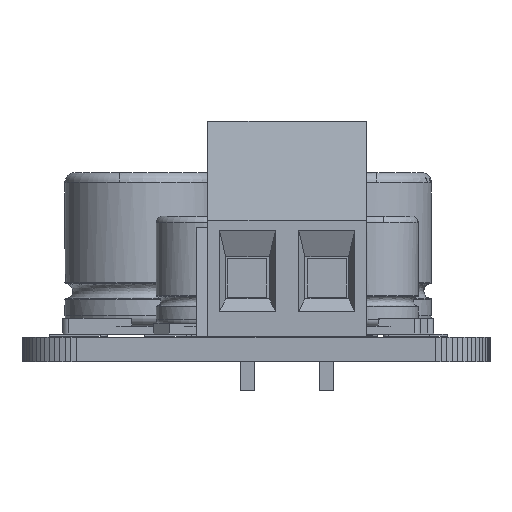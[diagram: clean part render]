
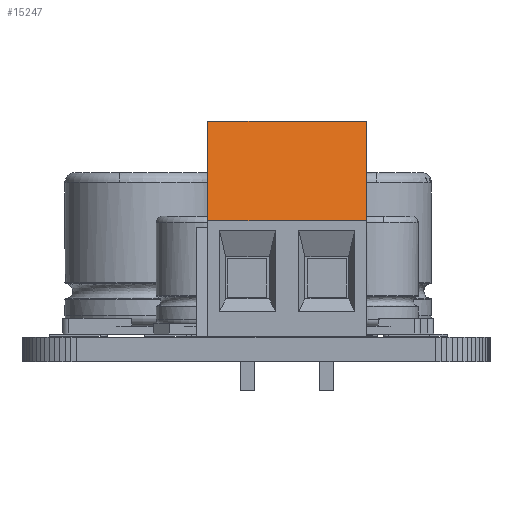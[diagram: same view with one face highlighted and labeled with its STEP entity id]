
A CAD part, left-side view. The second image highlights one B-rep face of the part: STEP entity #15247.
In plain terms, the highlighted face is planar.
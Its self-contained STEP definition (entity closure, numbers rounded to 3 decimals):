
#14940 = EDGE_CURVE('',#14941,#14943,#14945,.T.);
#14941 = VERTEX_POINT('',#14942);
#14942 = CARTESIAN_POINT('',(-2.54,-2.6,13.8));
#14943 = VERTEX_POINT('',#14944);
#14944 = CARTESIAN_POINT('',(-2.54,-4.1,7.4));
#14945 = SURFACE_CURVE('',#14946,(#14950,#14962),.PCURVE_S1.);
#14946 = LINE('',#14947,#14948);
#14947 = CARTESIAN_POINT('',(-2.54,-2.6,13.8));
#14948 = VECTOR('',#14949,1.);
#14949 = DIRECTION('',(0.,-0.228,-0.974));
#14950 = PCURVE('',#14951,#14956);
#14951 = PLANE('',#14952);
#14952 = AXIS2_PLACEMENT_3D('',#14953,#14954,#14955);
#14953 = CARTESIAN_POINT('',(-2.54,0.3,6.9));
#14954 = DIRECTION('',(1.,0.,0.));
#14955 = DIRECTION('',(0.,0.,1.));
#14956 = DEFINITIONAL_REPRESENTATION('',(#14957),#14961);
#14957 = LINE('',#14958,#14959);
#14958 = CARTESIAN_POINT('',(6.9,2.9));
#14959 = VECTOR('',#14960,1.);
#14960 = DIRECTION('',(-0.974,0.228));
#14961 = ( GEOMETRIC_REPRESENTATION_CONTEXT(2) 
PARAMETRIC_REPRESENTATION_CONTEXT() REPRESENTATION_CONTEXT('2D SPACE',''
  ) );
#14962 = PCURVE('',#14963,#14968);
#14963 = PLANE('',#14964);
#14964 = AXIS2_PLACEMENT_3D('',#14965,#14966,#14967);
#14965 = CARTESIAN_POINT('',(-2.54,-2.6,13.8));
#14966 = DIRECTION('',(0.,0.974,-0.228));
#14967 = DIRECTION('',(0.,-0.228,-0.974));
#14968 = DEFINITIONAL_REPRESENTATION('',(#14969),#14973);
#14969 = LINE('',#14970,#14971);
#14970 = CARTESIAN_POINT('',(0.,0.));
#14971 = VECTOR('',#14972,1.);
#14972 = DIRECTION('',(1.,0.));
#14973 = ( GEOMETRIC_REPRESENTATION_CONTEXT(2) 
PARAMETRIC_REPRESENTATION_CONTEXT() REPRESENTATION_CONTEXT('2D SPACE',''
  ) );
#14991 = PLANE('',#14992);
#14992 = AXIS2_PLACEMENT_3D('',#14993,#14994,#14995);
#14993 = CARTESIAN_POINT('',(-2.54,-4.1,7.4));
#14994 = DIRECTION('',(0.,0.,-1.));
#14995 = DIRECTION('',(0.,-1.,0.));
#15236 = PLANE('',#15237);
#15237 = AXIS2_PLACEMENT_3D('',#15238,#15239,#15240);
#15238 = CARTESIAN_POINT('',(-2.54,5.2,13.8));
#15239 = DIRECTION('',(0.,0.,-1.));
#15240 = DIRECTION('',(0.,-1.,0.));
#15247 = ADVANCED_FACE('',(#15248),#14963,.F.);
#15248 = FACE_BOUND('',#15249,.F.);
#15249 = EDGE_LOOP('',(#15250,#15273,#15301,#15322));
#15250 = ORIENTED_EDGE('',*,*,#15251,.T.);
#15251 = EDGE_CURVE('',#14941,#15252,#15254,.T.);
#15252 = VERTEX_POINT('',#15253);
#15253 = CARTESIAN_POINT('',(7.62,-2.6,13.8));
#15254 = SURFACE_CURVE('',#15255,(#15259,#15266),.PCURVE_S1.);
#15255 = LINE('',#15256,#15257);
#15256 = CARTESIAN_POINT('',(-2.54,-2.6,13.8));
#15257 = VECTOR('',#15258,1.);
#15258 = DIRECTION('',(1.,0.,0.));
#15259 = PCURVE('',#14963,#15260);
#15260 = DEFINITIONAL_REPRESENTATION('',(#15261),#15265);
#15261 = LINE('',#15262,#15263);
#15262 = CARTESIAN_POINT('',(0.,0.));
#15263 = VECTOR('',#15264,1.);
#15264 = DIRECTION('',(0.,-1.));
#15265 = ( GEOMETRIC_REPRESENTATION_CONTEXT(2) 
PARAMETRIC_REPRESENTATION_CONTEXT() REPRESENTATION_CONTEXT('2D SPACE',''
  ) );
#15266 = PCURVE('',#15236,#15267);
#15267 = DEFINITIONAL_REPRESENTATION('',(#15268),#15272);
#15268 = LINE('',#15269,#15270);
#15269 = CARTESIAN_POINT('',(7.8,0.));
#15270 = VECTOR('',#15271,1.);
#15271 = DIRECTION('',(0.,-1.));
#15272 = ( GEOMETRIC_REPRESENTATION_CONTEXT(2) 
PARAMETRIC_REPRESENTATION_CONTEXT() REPRESENTATION_CONTEXT('2D SPACE',''
  ) );
#15273 = ORIENTED_EDGE('',*,*,#15274,.T.);
#15274 = EDGE_CURVE('',#15252,#15275,#15277,.T.);
#15275 = VERTEX_POINT('',#15276);
#15276 = CARTESIAN_POINT('',(7.62,-4.1,7.4));
#15277 = SURFACE_CURVE('',#15278,(#15282,#15289),.PCURVE_S1.);
#15278 = LINE('',#15279,#15280);
#15279 = CARTESIAN_POINT('',(7.62,-2.6,13.8));
#15280 = VECTOR('',#15281,1.);
#15281 = DIRECTION('',(0.,-0.228,-0.974));
#15282 = PCURVE('',#14963,#15283);
#15283 = DEFINITIONAL_REPRESENTATION('',(#15284),#15288);
#15284 = LINE('',#15285,#15286);
#15285 = CARTESIAN_POINT('',(0.,-10.16));
#15286 = VECTOR('',#15287,1.);
#15287 = DIRECTION('',(1.,0.));
#15288 = ( GEOMETRIC_REPRESENTATION_CONTEXT(2) 
PARAMETRIC_REPRESENTATION_CONTEXT() REPRESENTATION_CONTEXT('2D SPACE',''
  ) );
#15289 = PCURVE('',#15290,#15295);
#15290 = PLANE('',#15291);
#15291 = AXIS2_PLACEMENT_3D('',#15292,#15293,#15294);
#15292 = CARTESIAN_POINT('',(7.62,0.3,6.9));
#15293 = DIRECTION('',(1.,0.,0.));
#15294 = DIRECTION('',(0.,0.,1.));
#15295 = DEFINITIONAL_REPRESENTATION('',(#15296),#15300);
#15296 = LINE('',#15297,#15298);
#15297 = CARTESIAN_POINT('',(6.9,2.9));
#15298 = VECTOR('',#15299,1.);
#15299 = DIRECTION('',(-0.974,0.228));
#15300 = ( GEOMETRIC_REPRESENTATION_CONTEXT(2) 
PARAMETRIC_REPRESENTATION_CONTEXT() REPRESENTATION_CONTEXT('2D SPACE',''
  ) );
#15301 = ORIENTED_EDGE('',*,*,#15302,.F.);
#15302 = EDGE_CURVE('',#14943,#15275,#15303,.T.);
#15303 = SURFACE_CURVE('',#15304,(#15308,#15315),.PCURVE_S1.);
#15304 = LINE('',#15305,#15306);
#15305 = CARTESIAN_POINT('',(-2.54,-4.1,7.4));
#15306 = VECTOR('',#15307,1.);
#15307 = DIRECTION('',(1.,0.,0.));
#15308 = PCURVE('',#14963,#15309);
#15309 = DEFINITIONAL_REPRESENTATION('',(#15310),#15314);
#15310 = LINE('',#15311,#15312);
#15311 = CARTESIAN_POINT('',(6.573,0.));
#15312 = VECTOR('',#15313,1.);
#15313 = DIRECTION('',(0.,-1.));
#15314 = ( GEOMETRIC_REPRESENTATION_CONTEXT(2) 
PARAMETRIC_REPRESENTATION_CONTEXT() REPRESENTATION_CONTEXT('2D SPACE',''
  ) );
#15315 = PCURVE('',#14991,#15316);
#15316 = DEFINITIONAL_REPRESENTATION('',(#15317),#15321);
#15317 = LINE('',#15318,#15319);
#15318 = CARTESIAN_POINT('',(0.,-0.));
#15319 = VECTOR('',#15320,1.);
#15320 = DIRECTION('',(0.,-1.));
#15321 = ( GEOMETRIC_REPRESENTATION_CONTEXT(2) 
PARAMETRIC_REPRESENTATION_CONTEXT() REPRESENTATION_CONTEXT('2D SPACE',''
  ) );
#15322 = ORIENTED_EDGE('',*,*,#14940,.F.);
